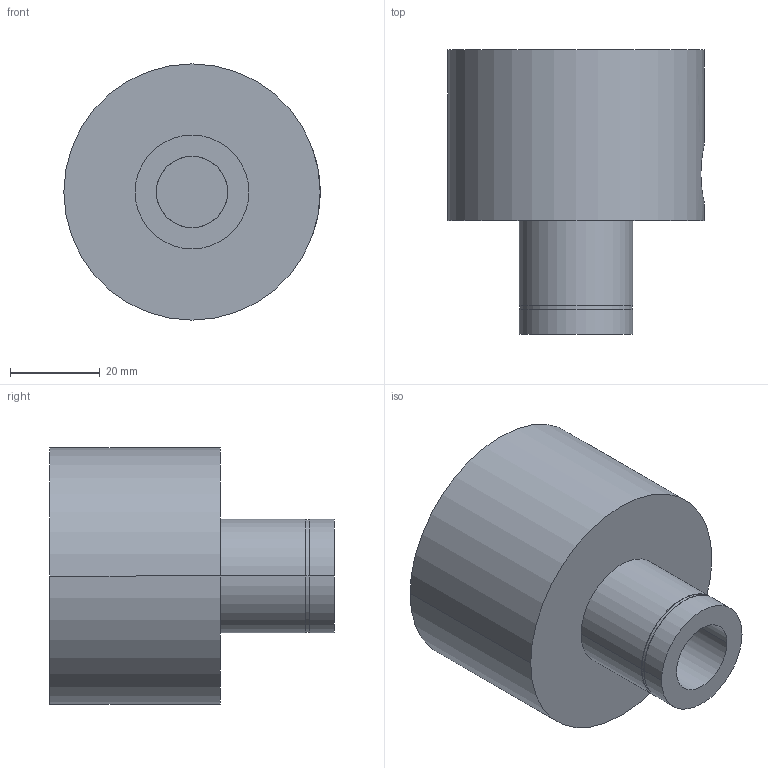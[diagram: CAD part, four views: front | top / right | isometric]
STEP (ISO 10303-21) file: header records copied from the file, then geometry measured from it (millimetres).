
FILE_DESCRIPTION (( 'STEP AP214' ), '1' );
FILE_NAME ('34608.STEP', '2018-09-27T18:24:09', ( 'Mike W' ), ( '' ), 'SwSTEP 2.0', 'SolidWorks 2017', '' );
FILE_SCHEMA (( 'AUTOMOTIVE_DESIGN' ));
Length unit declared in the file: inch
Products named in the file (5): 34608; 346001_346001_M2-M8; 34008_34008; 345501_345501; 31208_31208
Assembly tree (4 placements, depth 2):
  34608
    346001_346001_M2-M8
    34008_34008
    345501_345501
    31208_31208
Bounding box: 57.21 x 63.5 x 57.21 mm (x, y, z)
Volume: 104944.9 mm3; surface area: 21870.2 mm2
Topology: 4 solids, 4 shells, 111 faces, 269 edges, 170 vertices
Faces by surface type: cylinder 53, plane 35, cone 21, sphere 2
Entity records: 3919 total; most frequent: CARTESIAN_POINT 826, DIRECTION 607, ORIENTED_EDGE 534, EDGE_CURVE 267, AXIS2_PLACEMENT_3D 242, VERTEX_POINT 170, EDGE_LOOP 125, CIRCLE 124
